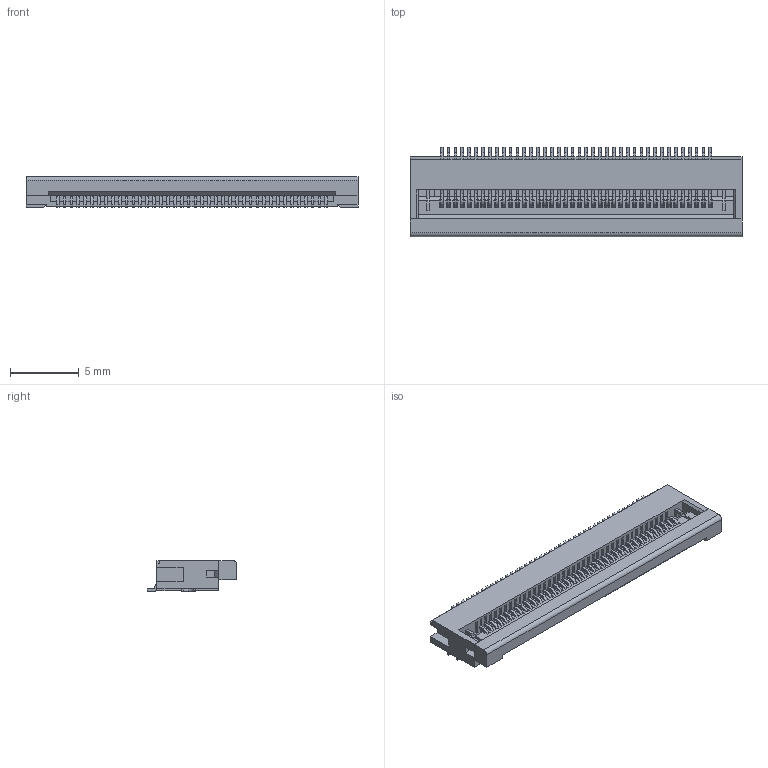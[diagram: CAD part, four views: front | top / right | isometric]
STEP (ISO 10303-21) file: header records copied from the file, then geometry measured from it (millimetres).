
FILE_DESCRIPTION(('STEP AP242'),'1');
FILE_NAME('1225120.stp','2024-07-21T08:26:53',('TraceParts'),('TraceParts S.A.'),'Spatial InterOp 3D',' ',' ');
FILE_SCHEMA(('AP242_MANAGED_MODEL_BASED_3D_ENGINEERING_MIM_LF {1 0 10303 442 1 1 4}'));
Length unit declared in the file: millimetre
Products named in the file (1): 1225120_1
Bounding box: 24.1 x 6.5 x 2.25 mm (x, y, z)
Volume: 207.8 mm3; surface area: 1545.5 mm2
Topology: 44 solids, 44 shells, 2187 faces, 6701 edges, 4434 vertices
Faces by surface type: plane 1536, cylinder 651
Entity records: 75453 total; most frequent: ORIENTED_EDGE 13402, CARTESIAN_POINT 13366, DIRECTION 12625, EDGE_CURVE 6701, LINE 5239, VECTOR 5239, VERTEX_POINT 4434, AXIS2_PLACEMENT_3D 3693
